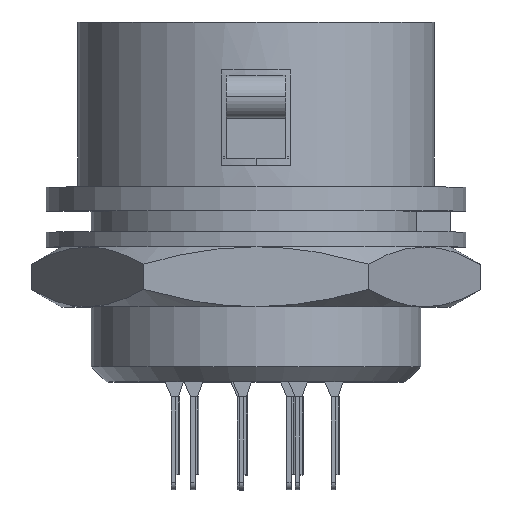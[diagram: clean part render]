
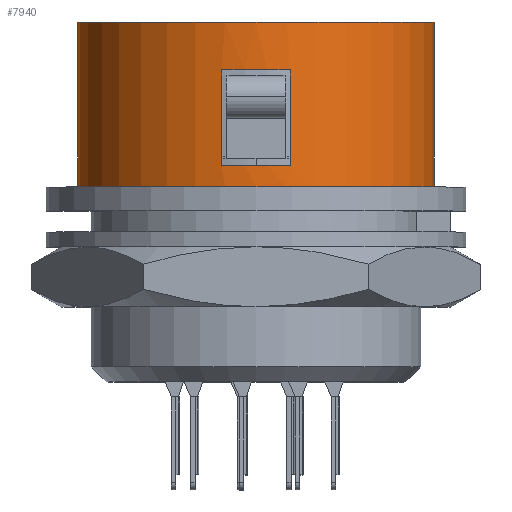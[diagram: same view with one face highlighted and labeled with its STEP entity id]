
A CAD part, top view. The second image highlights one B-rep face of the part: STEP entity #7940.
In plain terms, the highlighted cylindrical face has radius 5.95 mm (diameter 11.9 mm), a partial arc.
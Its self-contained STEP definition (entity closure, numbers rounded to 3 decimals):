
#210=CARTESIAN_POINT('',(0.,6.5,0.));
#220=DIRECTION('',(0.,1.,0.));
#230=DIRECTION('',(1.,0.,0.));
#240=AXIS2_PLACEMENT_3D('',#210,#220,#230);
#250=CIRCLE('',#240,5.95);
#260=CARTESIAN_POINT('',(5.95,6.5,0.));
#270=VERTEX_POINT('',#260);
#280=CARTESIAN_POINT('',(-5.95,6.5,0.));
#290=VERTEX_POINT('',#280);
#320=EDGE_CURVE('',#290,#270,#250,.T.);
#7270=CARTESIAN_POINT('',(0.,9.25,0.));
#7280=DIRECTION('',(0.,-1.,0.));
#7290=DIRECTION('',(-1.,0.,0.));
#7300=AXIS2_PLACEMENT_3D('',#7270,#7280,#7290);
#7310=CYLINDRICAL_SURFACE('',#7300,5.95);
#7320=CARTESIAN_POINT('',(-5.95,9.25,0.));
#7330=DIRECTION('',(0.,-1.,0.));
#7340=VECTOR('',#7330,1.);
#7350=LINE('',#7320,#7340);
#7360=CARTESIAN_POINT('',(-5.95,12.,0.));
#7370=VERTEX_POINT('',#7360);
#7380=EDGE_CURVE('',#7370,#290,#7350,.T.);
#7390=ORIENTED_EDGE('',*,*,#7380,.T.);
#7400=CARTESIAN_POINT('',(0.,12.,0.));
#7410=DIRECTION('',(0.,1.,0.));
#7420=DIRECTION('',(1.,0.,0.));
#7430=AXIS2_PLACEMENT_3D('',#7400,#7410,#7420);
#7440=CIRCLE('',#7430,5.95);
#7450=CARTESIAN_POINT('',(5.95,12.,0.));
#7460=VERTEX_POINT('',#7450);
#7470=EDGE_CURVE('',#7370,#7460,#7440,.T.);
#7480=ORIENTED_EDGE('',*,*,#7470,.F.);
#7490=CARTESIAN_POINT('',(5.95,9.25,0.));
#7500=DIRECTION('',(0.,-1.,0.));
#7510=VECTOR('',#7500,1.);
#7520=LINE('',#7490,#7510);
#7530=EDGE_CURVE('',#7460,#270,#7520,.T.);
#7540=ORIENTED_EDGE('',*,*,#7530,.F.);
#7550=ORIENTED_EDGE('',*,*,#320,.T.);
#7560=EDGE_LOOP('',(#7550,#7540,#7480,#7390));
#7570=FACE_OUTER_BOUND('',#7560,.T.);
#7580=CARTESIAN_POINT('',(-1.15,9.25,5.838));
#7590=DIRECTION('',(0.,-1.,0.));
#7600=VECTOR('',#7590,1.);
#7610=LINE('',#7580,#7600);
#7620=CARTESIAN_POINT('',(-1.15,10.4,5.838));
#7630=VERTEX_POINT('',#7620);
#7640=CARTESIAN_POINT('',(-1.15,7.2,5.838));
#7650=VERTEX_POINT('',#7640);
#7660=EDGE_CURVE('',#7630,#7650,#7610,.T.);
#7670=ORIENTED_EDGE('',*,*,#7660,.F.);
#7680=CARTESIAN_POINT('',(0.,7.2,0.));
#7690=DIRECTION('',(0.,-1.,0.));
#7700=DIRECTION('',(-1.,0.,0.));
#7710=AXIS2_PLACEMENT_3D('',#7680,#7690,#7700);
#7720=CIRCLE('',#7710,5.95);
#7730=CARTESIAN_POINT('',(1.15,7.2,5.838));
#7740=VERTEX_POINT('',#7730);
#7750=EDGE_CURVE('',#7740,#7650,#7720,.T.);
#7760=ORIENTED_EDGE('',*,*,#7750,.T.);
#7770=CARTESIAN_POINT('',(1.15,9.25,5.838));
#7780=DIRECTION('',(0.,-1.,0.));
#7790=VECTOR('',#7780,1.);
#7800=LINE('',#7770,#7790);
#7810=CARTESIAN_POINT('',(1.15,10.4,5.838));
#7820=VERTEX_POINT('',#7810);
#7830=EDGE_CURVE('',#7820,#7740,#7800,.T.);
#7840=ORIENTED_EDGE('',*,*,#7830,.T.);
#7850=CARTESIAN_POINT('',(0.,10.4,0.));
#7860=DIRECTION('',(0.,-1.,0.));
#7870=DIRECTION('',(-1.,0.,0.));
#7880=AXIS2_PLACEMENT_3D('',#7850,#7860,#7870);
#7890=CIRCLE('',#7880,5.95);
#7900=EDGE_CURVE('',#7820,#7630,#7890,.T.);
#7910=ORIENTED_EDGE('',*,*,#7900,.F.);
#7920=EDGE_LOOP('',(#7910,#7840,#7760,#7670));
#7930=FACE_BOUND('',#7920,.T.);
#7940=ADVANCED_FACE('',(#7570,#7930),#7310,.T.);
